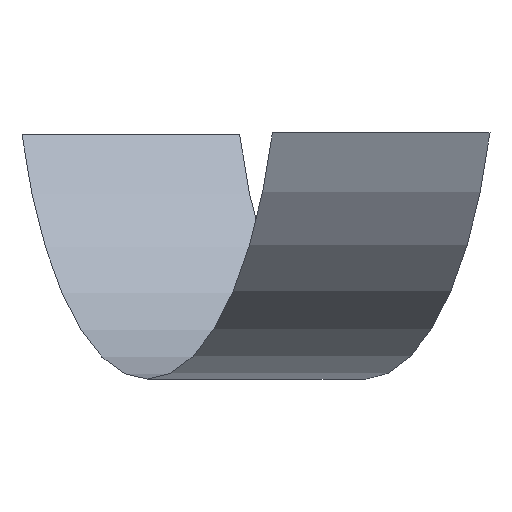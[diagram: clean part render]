
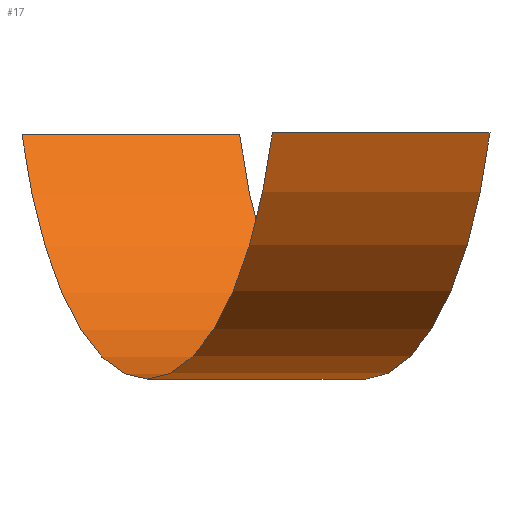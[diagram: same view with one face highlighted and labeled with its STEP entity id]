
A CAD part, top view. The second image highlights one B-rep face of the part: STEP entity #17.
In plain terms, the highlighted cylindrical face has radius 7.999 mm (diameter 15.998 mm), a partial arc.
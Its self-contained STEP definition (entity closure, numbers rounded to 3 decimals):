
#17 = ADVANCED_FACE('',(#18),#32,.F.);
#18 = FACE_BOUND('',#19,.F.);
#19 = EDGE_LOOP('',(#20,#65,#104,#142));
#20 = ORIENTED_EDGE('',*,*,#21,.T.);
#21 = EDGE_CURVE('',#22,#24,#26,.T.);
#22 = VERTEX_POINT('',#23);
#23 = CARTESIAN_POINT('',(-5.022,-0.011,
    -6.126));
#24 = VERTEX_POINT('',#25);
#25 = CARTESIAN_POINT('',(-0.352,-0.006,
    -7.914));
#26 = SURFACE_CURVE('',#27,(#31),.PCURVE_S1.);
#27 = LINE('',#28,#29);
#28 = CARTESIAN_POINT('',(-5.022,-0.011,
    -6.126));
#29 = VECTOR('',#30,1.);
#30 = DIRECTION('',(0.934,0.001,-0.357));
#31 = PCURVE('',#32,#37);
#32 = CYLINDRICAL_SURFACE('',#33,7.999);
#33 = AXIS2_PLACEMENT_3D('',#34,#35,#36);
#34 = CARTESIAN_POINT('',(-0.004,2.735,
    -0.002));
#35 = DIRECTION('',(-0.934,-0.001,0.357)
  );
#36 = DIRECTION('',(-0.335,-0.343,-0.877));
#37 = DEFINITIONAL_REPRESENTATION('',(#38),#64);
#38 = B_SPLINE_CURVE_WITH_KNOTS('',3,(#39,#40,#41,#42,#43,#44,#45,#46,
    #47,#48,#49,#50,#51,#52,#53,#54,#55,#56,#57,#58,#59,#60,#61,#62,#63)
  ,.UNSPECIFIED.,.F.,.F.,(4,1,1,1,1,1,1,1,1,1,1,1,1,1,1,1,1,1,1,1,1,1,4)
  ,(0.,0.227,0.455,0.682,0.909,
    1.136,1.364,1.591,1.818,
    2.045,2.273,2.5,2.727,
    2.955,3.182,3.409,3.636,
    3.864,4.091,4.318,4.545,
    4.773,5.),.QUASI_UNIFORM_KNOTS.);
#39 = CARTESIAN_POINT('',(0.,2.5));
#40 = CARTESIAN_POINT('',(0.,2.424));
#41 = CARTESIAN_POINT('',(0.,2.273));
#42 = CARTESIAN_POINT('',(0.,2.045));
#43 = CARTESIAN_POINT('',(0.,1.818));
#44 = CARTESIAN_POINT('',(0.,1.591));
#45 = CARTESIAN_POINT('',(0.,1.364));
#46 = CARTESIAN_POINT('',(0.,1.136));
#47 = CARTESIAN_POINT('',(0.,0.909));
#48 = CARTESIAN_POINT('',(0.,0.682));
#49 = CARTESIAN_POINT('',(0.,0.455));
#50 = CARTESIAN_POINT('',(0.,0.227));
#51 = CARTESIAN_POINT('',(0.,0.));
#52 = CARTESIAN_POINT('',(0.,-0.227));
#53 = CARTESIAN_POINT('',(0.,-0.455));
#54 = CARTESIAN_POINT('',(0.,-0.682));
#55 = CARTESIAN_POINT('',(0.,-0.909));
#56 = CARTESIAN_POINT('',(0.,-1.136));
#57 = CARTESIAN_POINT('',(0.,-1.364));
#58 = CARTESIAN_POINT('',(0.,-1.591));
#59 = CARTESIAN_POINT('',(0.,-1.818));
#60 = CARTESIAN_POINT('',(0.,-2.045));
#61 = CARTESIAN_POINT('',(0.,-2.273));
#62 = CARTESIAN_POINT('',(0.,-2.424));
#63 = CARTESIAN_POINT('',(0.,-2.5));
#64 = ( GEOMETRIC_REPRESENTATION_CONTEXT(2) 
PARAMETRIC_REPRESENTATION_CONTEXT() REPRESENTATION_CONTEXT('2D SPACE',''
  ) );
#65 = ORIENTED_EDGE('',*,*,#66,.T.);
#66 = EDGE_CURVE('',#24,#67,#69,.T.);
#67 = VERTEX_POINT('',#68);
#68 = CARTESIAN_POINT('',(5.022,0.011,
    6.126));
#69 = SURFACE_CURVE('',#70,(#75),.PCURVE_S1.);
#70 = CIRCLE('',#71,7.999);
#71 = AXIS2_PLACEMENT_3D('',#72,#73,#74);
#72 = CARTESIAN_POINT('',(2.331,2.738,-0.895)
  );
#73 = DIRECTION('',(-0.934,-0.001,0.357)
  );
#74 = DIRECTION('',(-0.335,-0.343,-0.877));
#75 = PCURVE('',#32,#76);
#76 = DEFINITIONAL_REPRESENTATION('',(#77),#103);
#77 = B_SPLINE_CURVE_WITH_KNOTS('',3,(#78,#79,#80,#81,#82,#83,#84,#85,
    #86,#87,#88,#89,#90,#91,#92,#93,#94,#95,#96,#97,#98,#99,#100,#101,
    #102),.UNSPECIFIED.,.F.,.F.,(4,1,1,1,1,1,1,1,1,1,1,1,1,1,1,1,1,1,1,1
    ,1,1,4),(0.,0.111,0.222,0.333,
    0.444,0.555,0.666,0.778,
    0.889,1.,1.111,1.222,
    1.333,1.444,1.555,1.666,
    1.777,1.888,1.999,2.11,
    2.221,2.333,2.444),
  .QUASI_UNIFORM_KNOTS.);
#78 = CARTESIAN_POINT('',(0.,-2.5));
#79 = CARTESIAN_POINT('',(0.037,-2.5));
#80 = CARTESIAN_POINT('',(0.111,-2.5));
#81 = CARTESIAN_POINT('',(0.222,-2.5));
#82 = CARTESIAN_POINT('',(0.333,-2.5));
#83 = CARTESIAN_POINT('',(0.444,-2.5));
#84 = CARTESIAN_POINT('',(0.555,-2.5));
#85 = CARTESIAN_POINT('',(0.666,-2.5));
#86 = CARTESIAN_POINT('',(0.778,-2.5));
#87 = CARTESIAN_POINT('',(0.889,-2.5));
#88 = CARTESIAN_POINT('',(1.,-2.5));
#89 = CARTESIAN_POINT('',(1.111,-2.5));
#90 = CARTESIAN_POINT('',(1.222,-2.5));
#91 = CARTESIAN_POINT('',(1.333,-2.5));
#92 = CARTESIAN_POINT('',(1.444,-2.5));
#93 = CARTESIAN_POINT('',(1.555,-2.5));
#94 = CARTESIAN_POINT('',(1.666,-2.5));
#95 = CARTESIAN_POINT('',(1.777,-2.5));
#96 = CARTESIAN_POINT('',(1.888,-2.5));
#97 = CARTESIAN_POINT('',(1.999,-2.5));
#98 = CARTESIAN_POINT('',(2.11,-2.5));
#99 = CARTESIAN_POINT('',(2.221,-2.5));
#100 = CARTESIAN_POINT('',(2.333,-2.5));
#101 = CARTESIAN_POINT('',(2.407,-2.5));
#102 = CARTESIAN_POINT('',(2.444,-2.5));
#103 = ( GEOMETRIC_REPRESENTATION_CONTEXT(2) 
PARAMETRIC_REPRESENTATION_CONTEXT() REPRESENTATION_CONTEXT('2D SPACE',''
  ) );
#104 = ORIENTED_EDGE('',*,*,#105,.T.);
#105 = EDGE_CURVE('',#67,#106,#108,.T.);
#106 = VERTEX_POINT('',#107);
#107 = CARTESIAN_POINT('',(0.352,0.006,
    7.914));
#108 = SURFACE_CURVE('',#109,(#113),.PCURVE_S1.);
#109 = LINE('',#110,#111);
#110 = CARTESIAN_POINT('',(5.022,0.011,
    6.126));
#111 = VECTOR('',#112,1.);
#112 = DIRECTION('',(-0.934,-0.001,0.357)
  );
#113 = PCURVE('',#32,#114);
#114 = DEFINITIONAL_REPRESENTATION('',(#115),#141);
#115 = B_SPLINE_CURVE_WITH_KNOTS('',3,(#116,#117,#118,#119,#120,#121,
    #122,#123,#124,#125,#126,#127,#128,#129,#130,#131,#132,#133,#134,
    #135,#136,#137,#138,#139,#140),.UNSPECIFIED.,.F.,.F.,(4,1,1,1,1,1,1,
    1,1,1,1,1,1,1,1,1,1,1,1,1,1,1,4),(-0.,0.227,0.455,
    0.682,0.909,1.136,1.364,
    1.591,1.818,2.045,2.273,
    2.5,2.727,2.955,3.182,
    3.409,3.636,3.864,4.091,
    4.318,4.545,4.773,5.),
  .QUASI_UNIFORM_KNOTS.);
#116 = CARTESIAN_POINT('',(2.444,-2.5));
#117 = CARTESIAN_POINT('',(2.444,-2.424));
#118 = CARTESIAN_POINT('',(2.444,-2.273));
#119 = CARTESIAN_POINT('',(2.444,-2.045));
#120 = CARTESIAN_POINT('',(2.444,-1.818));
#121 = CARTESIAN_POINT('',(2.444,-1.591));
#122 = CARTESIAN_POINT('',(2.444,-1.364));
#123 = CARTESIAN_POINT('',(2.444,-1.136));
#124 = CARTESIAN_POINT('',(2.444,-0.909));
#125 = CARTESIAN_POINT('',(2.444,-0.682));
#126 = CARTESIAN_POINT('',(2.444,-0.455));
#127 = CARTESIAN_POINT('',(2.444,-0.227));
#128 = CARTESIAN_POINT('',(2.444,0.));
#129 = CARTESIAN_POINT('',(2.444,0.227));
#130 = CARTESIAN_POINT('',(2.444,0.455));
#131 = CARTESIAN_POINT('',(2.444,0.682));
#132 = CARTESIAN_POINT('',(2.444,0.909));
#133 = CARTESIAN_POINT('',(2.444,1.136));
#134 = CARTESIAN_POINT('',(2.444,1.364));
#135 = CARTESIAN_POINT('',(2.444,1.591));
#136 = CARTESIAN_POINT('',(2.444,1.818));
#137 = CARTESIAN_POINT('',(2.444,2.045));
#138 = CARTESIAN_POINT('',(2.444,2.273));
#139 = CARTESIAN_POINT('',(2.444,2.424));
#140 = CARTESIAN_POINT('',(2.444,2.5));
#141 = ( GEOMETRIC_REPRESENTATION_CONTEXT(2) 
PARAMETRIC_REPRESENTATION_CONTEXT() REPRESENTATION_CONTEXT('2D SPACE',''
  ) );
#142 = ORIENTED_EDGE('',*,*,#143,.T.);
#143 = EDGE_CURVE('',#106,#22,#144,.T.);
#144 = SURFACE_CURVE('',#145,(#150),.PCURVE_S1.);
#145 = CIRCLE('',#146,7.999);
#146 = AXIS2_PLACEMENT_3D('',#147,#148,#149);
#147 = CARTESIAN_POINT('',(-2.338,2.733,0.892
    ));
#148 = DIRECTION('',(0.934,0.001,-0.357)
  );
#149 = DIRECTION('',(0.336,-0.341,0.878));
#150 = PCURVE('',#32,#151);
#151 = DEFINITIONAL_REPRESENTATION('',(#152),#178);
#152 = B_SPLINE_CURVE_WITH_KNOTS('',3,(#153,#154,#155,#156,#157,#158,
    #159,#160,#161,#162,#163,#164,#165,#166,#167,#168,#169,#170,#171,
    #172,#173,#174,#175,#176,#177),.UNSPECIFIED.,.F.,.F.,(4,1,1,1,1,1,1,
    1,1,1,1,1,1,1,1,1,1,1,1,1,1,1,4),(0.,0.111,0.222,
    0.333,0.444,0.555,0.666,
    0.778,0.889,1.,1.111,
    1.222,1.333,1.444,1.555,
    1.666,1.777,1.888,1.999,
    2.11,2.221,2.333,2.444),
  .QUASI_UNIFORM_KNOTS.);
#153 = CARTESIAN_POINT('',(2.444,2.5));
#154 = CARTESIAN_POINT('',(2.407,2.5));
#155 = CARTESIAN_POINT('',(2.333,2.5));
#156 = CARTESIAN_POINT('',(2.221,2.5));
#157 = CARTESIAN_POINT('',(2.11,2.5));
#158 = CARTESIAN_POINT('',(1.999,2.5));
#159 = CARTESIAN_POINT('',(1.888,2.5));
#160 = CARTESIAN_POINT('',(1.777,2.5));
#161 = CARTESIAN_POINT('',(1.666,2.5));
#162 = CARTESIAN_POINT('',(1.555,2.5));
#163 = CARTESIAN_POINT('',(1.444,2.5));
#164 = CARTESIAN_POINT('',(1.333,2.5));
#165 = CARTESIAN_POINT('',(1.222,2.5));
#166 = CARTESIAN_POINT('',(1.111,2.5));
#167 = CARTESIAN_POINT('',(1.,2.5));
#168 = CARTESIAN_POINT('',(0.889,2.5));
#169 = CARTESIAN_POINT('',(0.778,2.5));
#170 = CARTESIAN_POINT('',(0.666,2.5));
#171 = CARTESIAN_POINT('',(0.555,2.5));
#172 = CARTESIAN_POINT('',(0.444,2.5));
#173 = CARTESIAN_POINT('',(0.333,2.5));
#174 = CARTESIAN_POINT('',(0.222,2.5));
#175 = CARTESIAN_POINT('',(0.111,2.5));
#176 = CARTESIAN_POINT('',(0.037,2.5));
#177 = CARTESIAN_POINT('',(0.,2.5));
#178 = ( GEOMETRIC_REPRESENTATION_CONTEXT(2) 
PARAMETRIC_REPRESENTATION_CONTEXT() REPRESENTATION_CONTEXT('2D SPACE',''
  ) );
